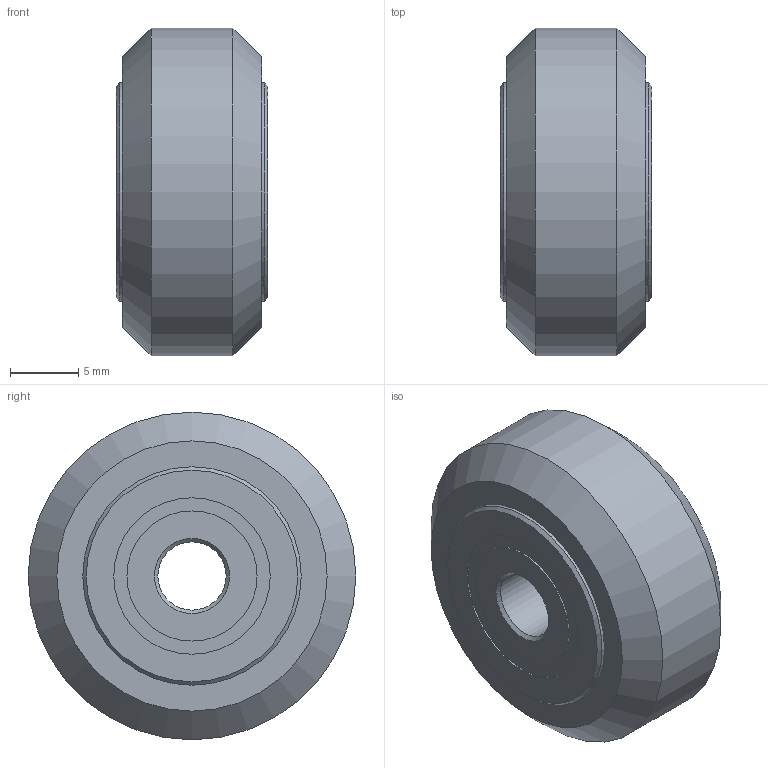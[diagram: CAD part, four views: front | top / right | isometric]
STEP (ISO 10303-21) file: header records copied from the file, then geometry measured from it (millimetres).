
FILE_DESCRIPTION(/* description */ (''),/* implementation_level */ '2;1');
FILE_NAME(/* name */ 'Wheel, V-slot Rail 625-2Z Bearing v4.step',/* time_stamp */ '2019-05-07T09:58:12-07:00',/* author */ ('rowiac'),/* organization */ (''),/* preprocessor_version */ 'ST-DEVELOPER v18',/* originating_system */ 'Autodesk Translation Framework v8.2.0.1029',/* authorisation */ '');
FILE_SCHEMA (('AUTOMOTIVE_DESIGN { 1 0 10303 214 3 1 1 }'));
Length unit declared in the file: millimetre
Products named in the file (5): Wheel, V-slot Rail 625-2Z Bearing; 6153K690_625-2RS SST BALL BEARING, SEALED v2; 6153K690_625-2RS SST BALL BEARING, SEALED v2 (1); Wheel, V-slot Rail for 625 Bearing; 91166A240 WSR, FLAT, M5, STL/Z v1
Assembly tree (4 placements, depth 2):
  Wheel, V-slot Rail 625-2Z Bearing
    6153K690_625-2RS SST BALL BEARING, SEALED v2
    6153K690_625-2RS SST BALL BEARING, SEALED v2 (1)
    Wheel, V-slot Rail for 625 Bearing
    91166A240 WSR, FLAT, M5, STL/Z v1
Bounding box: 11.1 x 24 x 24 mm (x, y, z)
Volume: 4137.4 mm3; surface area: 4788.1 mm2
Topology: 34 solids, 34 shells, 86 faces, 234 edges, 170 vertices
Faces by surface type: cylinder 26, sphere 24, plane 22, cone 10, torus 4
Full cylindrical faces by diameter (mm): 5 x2, 5.3 x1, 9.533 x8, 10 x1, 11.467 x8, 14 x1, 15.5 x2, 16 x2, 24 x1
Entity records: 2801 total; most frequent: DIRECTION 526, CARTESIAN_POINT 451, ORIENTED_EDGE 372, AXIS2_PLACEMENT_3D 245, EDGE_CURVE 186, VERTEX_POINT 170, CIRCLE 150, EDGE_LOOP 108
